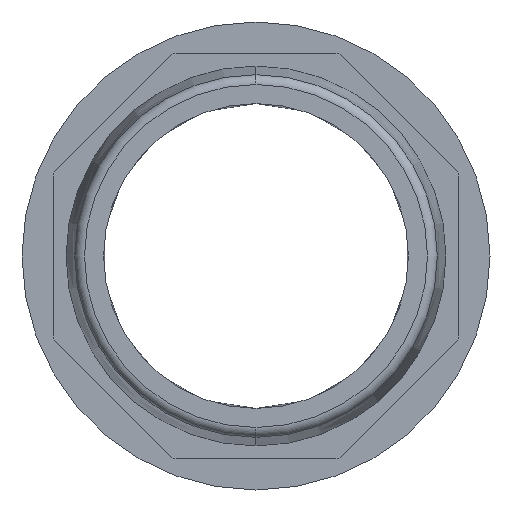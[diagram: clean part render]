
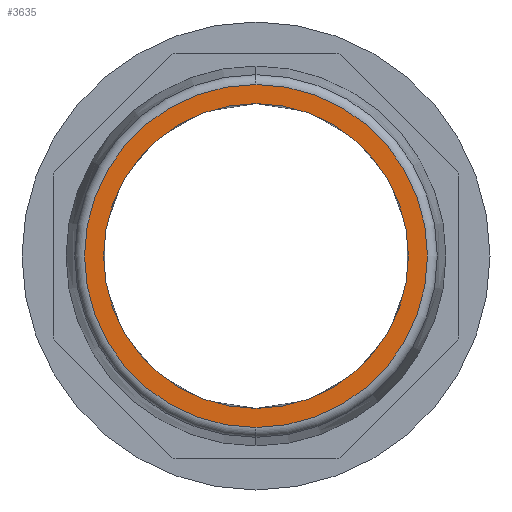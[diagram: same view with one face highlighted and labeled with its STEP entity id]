
A CAD part, left-side view. The second image highlights one B-rep face of the part: STEP entity #3635.
In plain terms, the highlighted planar face has unit normal (-1, 0, 0).
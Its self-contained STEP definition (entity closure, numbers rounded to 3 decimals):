
#863 = CARTESIAN_POINT ( 'NONE',  ( -83., 0., 0. ) ) ;
#864 = DIRECTION ( 'NONE',  ( -1., 0., 0. ) ) ;
#865 = DIRECTION ( 'NONE',  ( 0., 0., -1. ) ) ;
#1052 = CARTESIAN_POINT ( 'NONE',  ( -83., 0., 17.333 ) ) ;
#1058 = CARTESIAN_POINT ( 'NONE',  ( -83., 0., -17.333 ) ) ;
#1194 = EDGE_CURVE ( 'NONE', #1522, #1516, #4097, .T. ) ;
#1195 = EDGE_CURVE ( 'NONE', #4655, #4642, #4077, .T. ) ;
#1333 = EDGE_CURVE ( 'NONE', #1516, #1522, #5425, .T. ) ;
#1453 = EDGE_LOOP ( 'NONE', ( #6174, #6175 ) ) ;
#1460 = EDGE_LOOP ( 'NONE', ( #6176, #6177 ) ) ;
#1516 = VERTEX_POINT ( 'NONE', #1052 ) ;
#1522 = VERTEX_POINT ( 'NONE', #1058 ) ;
#1770 = CARTESIAN_POINT ( 'NONE',  ( -83., 0., -15.4 ) ) ;
#1783 = CARTESIAN_POINT ( 'NONE',  ( -83., 0., 15.4 ) ) ;
#3635 = ADVANCED_FACE ( 'NONE', ( #5623, #5624 ), #5625, .F. ) ;
#3640 = EDGE_CURVE ( 'NONE', #4642, #4655, #4719, .T. ) ;
#4077 = CIRCLE ( 'NONE', #4102, 15.4 ) ;
#4097 = CIRCLE ( 'NONE', #4100, 17.333 ) ;
#4100 = AXIS2_PLACEMENT_3D ( 'NONE', #5992, #5993, #5994 ) ;
#4102 = AXIS2_PLACEMENT_3D ( 'NONE', #5995, #5996, #5997 ) ;
#4642 = VERTEX_POINT ( 'NONE', #1770 ) ;
#4655 = VERTEX_POINT ( 'NONE', #1783 ) ;
#4719 = CIRCLE ( 'NONE', #4734, 15.4 ) ;
#4728 = AXIS2_PLACEMENT_3D ( 'NONE', #5620, #5627, #5628 ) ;
#4734 = AXIS2_PLACEMENT_3D ( 'NONE', #5652, #5653, #5654 ) ;
#5425 = CIRCLE ( 'NONE', #5449, 17.333 ) ;
#5449 = AXIS2_PLACEMENT_3D ( 'NONE', #863, #864, #865 ) ;
#5620 = CARTESIAN_POINT ( 'NONE',  ( -83., 15.4, 0. ) ) ;
#5623 = FACE_OUTER_BOUND ( 'NONE', #1453, .T. ) ;
#5624 = FACE_BOUND ( 'NONE', #1460, .T. ) ;
#5625 = PLANE ( 'NONE',  #4728 ) ;
#5627 = DIRECTION ( 'NONE',  ( 1., 0., 0. ) ) ;
#5628 = DIRECTION ( 'NONE',  ( 0., 0., -1. ) ) ;
#5652 = CARTESIAN_POINT ( 'NONE',  ( -83., 0., 0. ) ) ;
#5653 = DIRECTION ( 'NONE',  ( -1., 0., 0. ) ) ;
#5654 = DIRECTION ( 'NONE',  ( 0., 0., 1. ) ) ;
#5992 = CARTESIAN_POINT ( 'NONE',  ( -83., 0., 0. ) ) ;
#5993 = DIRECTION ( 'NONE',  ( -1., 0., 0. ) ) ;
#5994 = DIRECTION ( 'NONE',  ( 0., 0., -1. ) ) ;
#5995 = CARTESIAN_POINT ( 'NONE',  ( -83., 0., 0. ) ) ;
#5996 = DIRECTION ( 'NONE',  ( -1., 0., 0. ) ) ;
#5997 = DIRECTION ( 'NONE',  ( 0., 0., 1. ) ) ;
#6174 = ORIENTED_EDGE ( 'NONE', *, *, #1194, .T. ) ;
#6175 = ORIENTED_EDGE ( 'NONE', *, *, #1333, .T. ) ;
#6176 = ORIENTED_EDGE ( 'NONE', *, *, #3640, .F. ) ;
#6177 = ORIENTED_EDGE ( 'NONE', *, *, #1195, .F. ) ;
